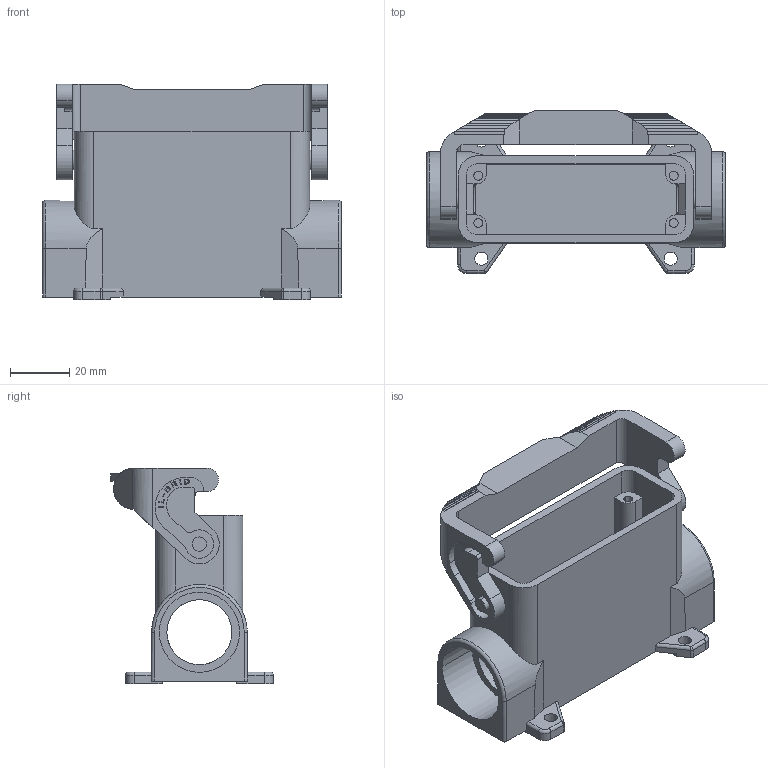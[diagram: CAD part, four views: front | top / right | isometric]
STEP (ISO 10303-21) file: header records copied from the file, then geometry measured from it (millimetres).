
FILE_DESCRIPTION(('Creo Elements/Direct Modeling STEP Export'),'2;1');
FILE_NAME('0ln7tug4m54rh5m1820','2018-12-10T 9:46:09',(''),(''),'PTC Creo Elements/Direct Modeling STEP processor for AP214 (Solid Model)','PTC Creo Elements/Direct Modeling 19.0E 27-Jun-2016 (C) Parametric Technology GmbH','');
FILE_SCHEMA(('AUTOMOTIVE_DESIGN { 1 0 10303 214 1 1 1 1 }'));
Length unit declared in the file: millimetre
Products named in the file (2): CZAP_25_L221
Assembly tree (1 placements, depth 2):
  CZAP_25_L221
    CZAP_25_L221
Bounding box: 101 x 55 x 73 mm (x, y, z)
Volume: 64317.7 mm3; surface area: 40065.5 mm2
Topology: 1 solids, 5 shells, 414 faces, 1361 edges, 990 vertices
Faces by surface type: plane 219, cylinder 181, torus 6, sphere 4, cone 4
Entity records: 22445 total; most frequent: CARTESIAN_POINT 7160, ORIENTED_EDGE 2714, DIRECTION 2265, EDGE_CURVE 1357, VERTEX_POINT 990, VECTOR 911, LINE 911, AXIS2_PLACEMENT_3D 677
